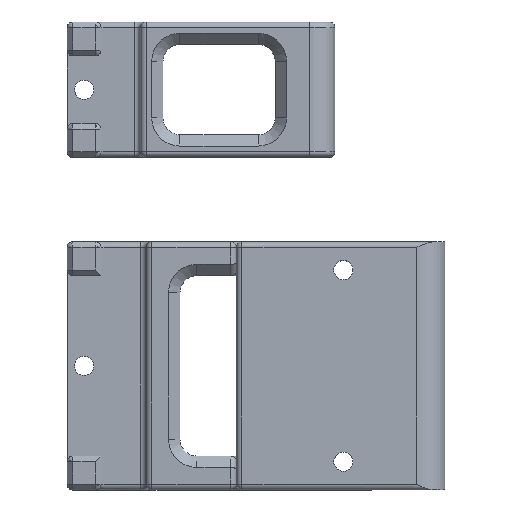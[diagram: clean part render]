
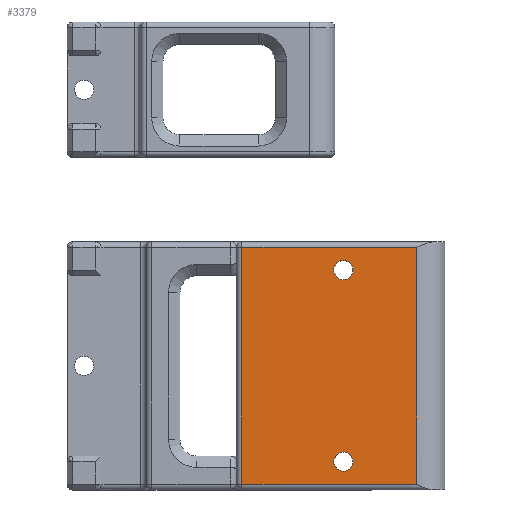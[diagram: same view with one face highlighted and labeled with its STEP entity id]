
A CAD part, top view. The second image highlights one B-rep face of the part: STEP entity #3379.
In plain terms, the highlighted planar face has unit normal (0, 0, 1).
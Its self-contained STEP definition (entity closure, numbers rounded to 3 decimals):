
#71=FACE_BOUND('',#561,.T.);
#72=FACE_BOUND('',#562,.T.);
#120=PLANE('',#3675);
#334=FACE_OUTER_BOUND('',#560,.T.);
#560=EDGE_LOOP('',(#2681,#2682,#2683,#2684));
#561=EDGE_LOOP('',(#2685));
#562=EDGE_LOOP('',(#2686));
#835=LINE('',#5436,#1152);
#837=LINE('',#5451,#1154);
#839=LINE('',#5457,#1156);
#840=LINE('',#5458,#1157);
#1152=VECTOR('',#4367,10.);
#1154=VECTOR('',#4375,10.);
#1156=VECTOR('',#4381,10.);
#1157=VECTOR('',#4382,10.);
#1400=CIRCLE('',#3676,1.7);
#1401=CIRCLE('',#3677,1.7);
#1607=VERTEX_POINT('',#5428);
#1608=VERTEX_POINT('',#5435);
#1612=VERTEX_POINT('',#5450);
#1614=VERTEX_POINT('',#5456);
#1615=VERTEX_POINT('',#5459);
#1616=VERTEX_POINT('',#5461);
#1974=EDGE_CURVE('',#1607,#1608,#835,.T.);
#1979=EDGE_CURVE('',#1608,#1612,#837,.T.);
#1982=EDGE_CURVE('',#1614,#1607,#839,.T.);
#1983=EDGE_CURVE('',#1612,#1614,#840,.T.);
#1984=EDGE_CURVE('',#1615,#1615,#1400,.T.);
#1985=EDGE_CURVE('',#1616,#1616,#1401,.T.);
#2681=ORIENTED_EDGE('',*,*,#1974,.F.);
#2682=ORIENTED_EDGE('',*,*,#1982,.F.);
#2683=ORIENTED_EDGE('',*,*,#1983,.F.);
#2684=ORIENTED_EDGE('',*,*,#1979,.F.);
#2685=ORIENTED_EDGE('',*,*,#1984,.T.);
#2686=ORIENTED_EDGE('',*,*,#1985,.T.);
#3379=ADVANCED_FACE('',(#334,#71,#72),#120,.T.);
#3675=AXIS2_PLACEMENT_3D('',#5455,#4379,#4380);
#3676=AXIS2_PLACEMENT_3D('',#5460,#4383,#4384);
#3677=AXIS2_PLACEMENT_3D('',#5462,#4385,#4386);
#4367=DIRECTION('',(0.,-1.,0.));
#4375=DIRECTION('',(-1.,0.,0.));
#4379=DIRECTION('center_axis',(0.,0.,1.));
#4380=DIRECTION('ref_axis',(1.,0.,0.));
#4381=DIRECTION('',(1.,0.,0.));
#4382=DIRECTION('',(0.,1.,0.));
#4383=DIRECTION('center_axis',(0.,0.,-1.));
#4384=DIRECTION('ref_axis',(1.,0.,0.));
#4385=DIRECTION('center_axis',(0.,0.,-1.));
#4386=DIRECTION('ref_axis',(1.,0.,0.));
#5428=CARTESIAN_POINT('',(32.,-1.,10.6));
#5435=CARTESIAN_POINT('',(32.,-43.,10.6));
#5436=CARTESIAN_POINT('',(32.,-33.,10.6));
#5450=CARTESIAN_POINT('',(1.,-43.,10.6));
#5451=CARTESIAN_POINT('',(9.25,-43.,10.6));
#5455=CARTESIAN_POINT('Origin',(18.5,-22.,10.6));
#5456=CARTESIAN_POINT('',(1.,-1.,10.6));
#5457=CARTESIAN_POINT('',(27.75,-1.,10.6));
#5458=CARTESIAN_POINT('',(1.,-11.,10.6));
#5459=CARTESIAN_POINT('',(17.3,-5.,10.6));
#5460=CARTESIAN_POINT('Origin',(19.,-5.,10.6));
#5461=CARTESIAN_POINT('',(17.3,-39.,10.6));
#5462=CARTESIAN_POINT('Origin',(19.,-39.,10.6));
